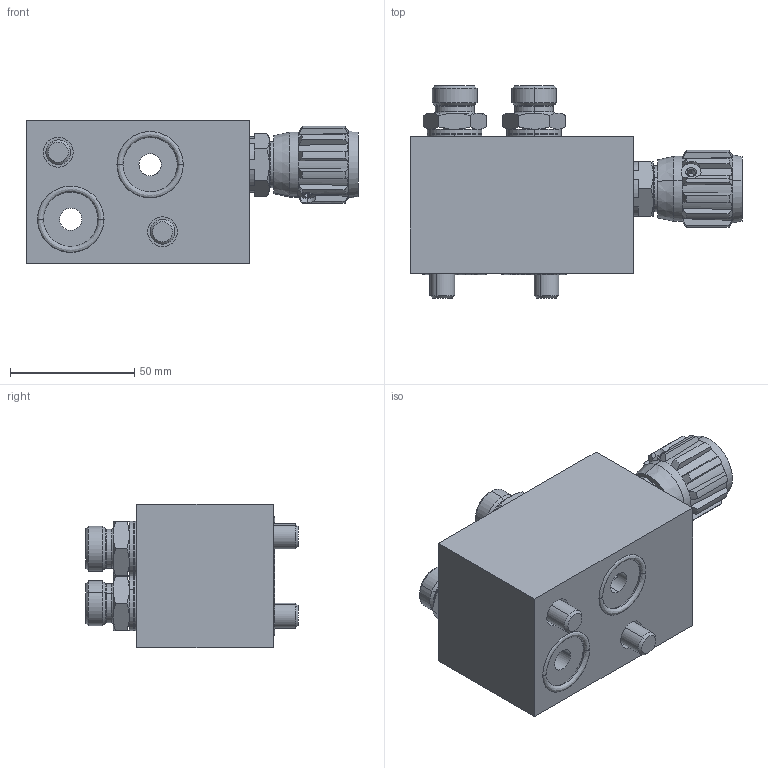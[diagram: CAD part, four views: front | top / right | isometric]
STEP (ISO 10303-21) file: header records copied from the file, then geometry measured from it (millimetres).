
FILE_DESCRIPTION (( 'STEP AP203' ), '1' );
FILE_NAME ('P15111618.step', '2015-11-05T13:47:53', ( 'User' ), ( '' ), 'SwSTEP 2.0', 'SolidWorks 2014', '' );
FILE_SCHEMA (( 'CONFIG_CONTROL_DESIGN' ));
Length unit declared in the file: millimetre
Products named in the file (1): P15111618
Bounding box: 133.73 x 85.5 x 58 mm (x, y, z)
Surface area: 49062.3 mm2 (no closed solid volume)
Topology: 0 solids, 23 shells, 278 faces, 726 edges, 471 vertices
Faces by surface type: plane 94, cylinder 91, cone 71, torus 14, bspline 8
Entity records: 9289 total; most frequent: CARTESIAN_POINT 2541, DIRECTION 1430, ORIENTED_EDGE 1295, EDGE_CURVE 726, AXIS2_PLACEMENT_3D 600, VERTEX_POINT 471, CIRCLE 329, EDGE_LOOP 317
